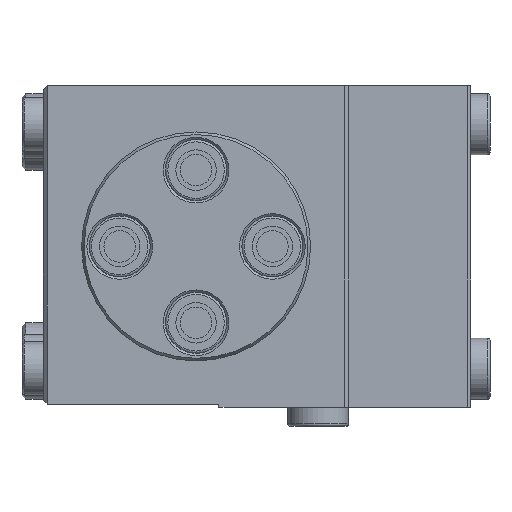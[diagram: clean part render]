
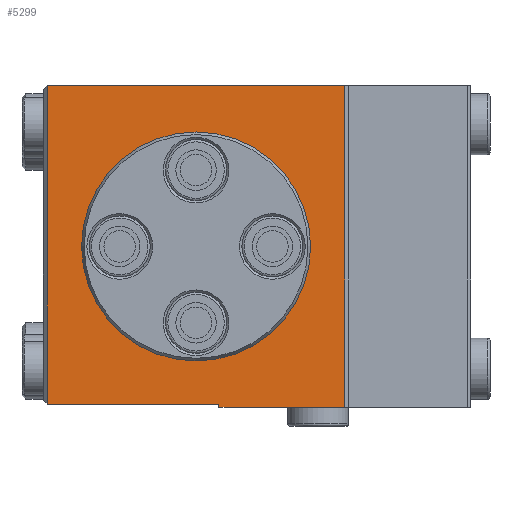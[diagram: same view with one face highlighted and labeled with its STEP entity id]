
A CAD part, left-side view. The second image highlights one B-rep face of the part: STEP entity #5299.
In plain terms, the highlighted planar face has unit normal (-1, 0, 0).
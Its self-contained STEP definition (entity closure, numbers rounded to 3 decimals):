
#4451=CARTESIAN_POINT('',(-48.5,55.5,21.05));
#4452=VERTEX_POINT('',#4451);
#4459=CARTESIAN_POINT('',(-48.5,16.5,21.05));
#4460=VERTEX_POINT('',#4459);
#4461=CARTESIAN_POINT('',(-48.5,16.5,21.05));
#4462=DIRECTION('',(0.0,1.0,0.0));
#4463=VECTOR('',#4462,39.);
#4464=LINE('',#4461,#4463);
#4465=EDGE_CURVE('',#4460,#4452,#4464,.T.);
#4691=CARTESIAN_POINT('',(-48.5,33.,-20.65));
#4692=VERTEX_POINT('',#4691);
#4699=CARTESIAN_POINT('',(-48.5,55.5,-20.65));
#4700=VERTEX_POINT('',#4699);
#4701=CARTESIAN_POINT('',(-48.5,55.5,-20.65));
#4702=DIRECTION('',(0.0,-1.0,0.0));
#4703=VECTOR('',#4702,22.5);
#4704=LINE('',#4701,#4703);
#4705=EDGE_CURVE('',#4700,#4692,#4704,.T.);
#5165=CARTESIAN_POINT('',(-48.5,36.,-15.0));
#5166=VERTEX_POINT('',#5165);
#5167=CARTESIAN_POINT('',(-48.5,36.,0.0));
#5168=DIRECTION('',(1.0,0.0,0.0));
#5169=DIRECTION('',(0.0,0.0,1.0));
#5170=AXIS2_PLACEMENT_3D('',#5167,#5168,#5169);
#5171=CIRCLE('',#5170,15.0);
#5172=EDGE_CURVE('',#5166,#5166,#5171,.T.);
#5236=CARTESIAN_POINT('',(-48.5,33.,-21.05));
#5237=VERTEX_POINT('',#5236);
#5244=CARTESIAN_POINT('',(-48.5,33.,-20.65));
#5245=DIRECTION('',(0.0,0.0,-1.0));
#5246=VECTOR('',#5245,0.4);
#5247=LINE('',#5244,#5246);
#5248=EDGE_CURVE('',#4692,#5237,#5247,.T.);
#5262=CARTESIAN_POINT('',(-48.5,55.5,21.05));
#5263=DIRECTION('',(0.0,0.0,-1.0));
#5264=VECTOR('',#5263,41.7);
#5265=LINE('',#5262,#5264);
#5266=EDGE_CURVE('',#4452,#4700,#5265,.T.);
#5271=CARTESIAN_POINT('',(-48.5,16.5,0.0));
#5272=DIRECTION('',(-1.0,0.0,0.0));
#5273=DIRECTION('',(0.0,0.0,1.0));
#5274=AXIS2_PLACEMENT_3D('',#5271,#5272,#5273);
#5275=PLANE('',#5274);
#5276=ORIENTED_EDGE('',*,*,#4705,.T.);
#5277=ORIENTED_EDGE('',*,*,#5248,.T.);
#5278=CARTESIAN_POINT('',(-48.5,16.5,-21.05));
#5279=VERTEX_POINT('',#5278);
#5280=CARTESIAN_POINT('',(-48.5,33.,-21.05));
#5281=DIRECTION('',(0.0,-1.0,0.0));
#5282=VECTOR('',#5281,16.5);
#5283=LINE('',#5280,#5282);
#5284=EDGE_CURVE('',#5237,#5279,#5283,.T.);
#5285=ORIENTED_EDGE('',*,*,#5284,.T.);
#5286=CARTESIAN_POINT('',(-48.5,16.5,21.05));
#5287=DIRECTION('',(0.0,0.0,-1.0));
#5288=VECTOR('',#5287,42.1);
#5289=LINE('',#5286,#5288);
#5290=EDGE_CURVE('',#4460,#5279,#5289,.T.);
#5291=ORIENTED_EDGE('',*,*,#5290,.F.);
#5292=ORIENTED_EDGE('',*,*,#4465,.T.);
#5293=ORIENTED_EDGE('',*,*,#5266,.T.);
#5294=EDGE_LOOP('',(#5276,#5277,#5285,#5291,#5292,#5293));
#5295=FACE_OUTER_BOUND('',#5294,.T.);
#5296=ORIENTED_EDGE('',*,*,#5172,.T.);
#5297=EDGE_LOOP('',(#5296));
#5298=FACE_BOUND('',#5297,.T.);
#5299=ADVANCED_FACE('',(#5295,#5298),#5275,.T.);
